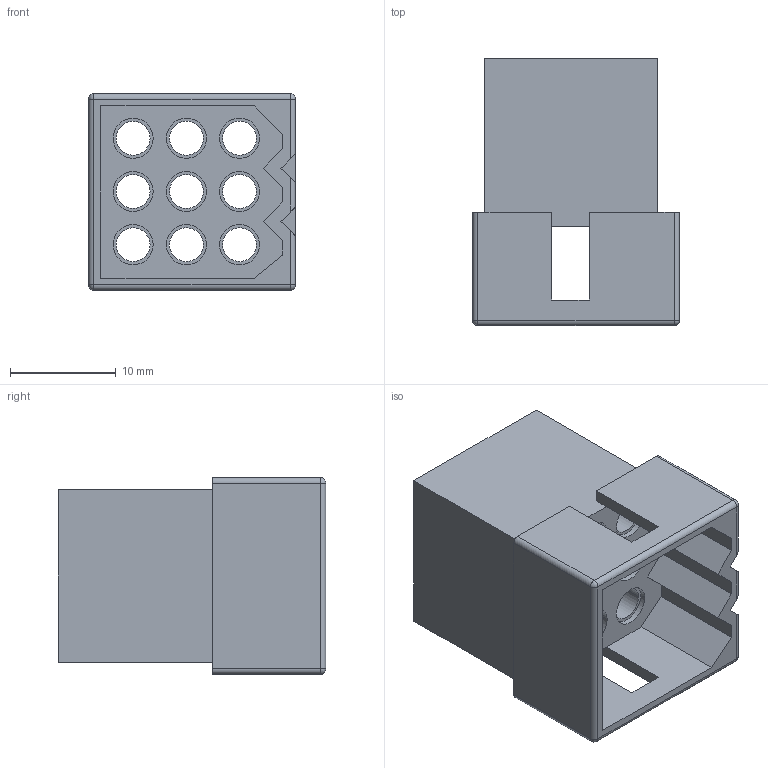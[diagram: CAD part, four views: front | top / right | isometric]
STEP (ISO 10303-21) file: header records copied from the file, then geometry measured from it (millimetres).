
FILE_DESCRIPTION((''),'2;1');
FILE_NAME('003092092','2014-06-06T',('me'),(''),'PRO/ENGINEER BY PARAMETRIC TECHNOLOGY CORPORATION, 2011490','PRO/ENGINEER BY PARAMETRIC TECHNOLOGY CORPORATION, 2011490','');
FILE_SCHEMA(('CONFIG_CONTROL_DESIGN'));
Length unit declared in the file: inch
Products named in the file (1): 003092092
Bounding box: 19.56 x 25.27 x 18.59 mm (x, y, z)
Volume: 3193.3 mm3; surface area: 4780.2 mm2
Topology: 1 solids, 1 shells, 123 faces, 435 edges, 462 vertices
Faces by surface type: cylinder 64, plane 55, sphere 4
Entity records: 4428 total; most frequent: DIRECTION 803, CARTESIAN_POINT 781, ORIENTED_EDGE 604, VECTOR 307, LINE 307, EDGE_CURVE 302, AXIS2_PLACEMENT_3D 248, VERTEX_POINT 196
